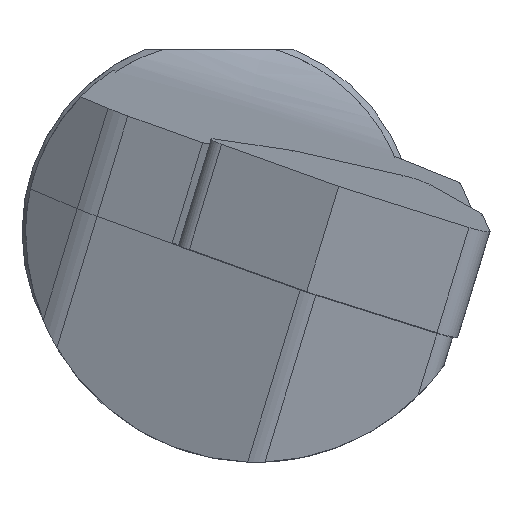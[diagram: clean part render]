
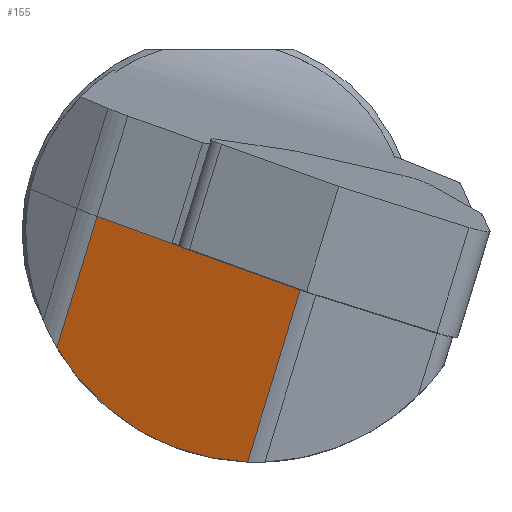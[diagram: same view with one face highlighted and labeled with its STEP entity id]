
A CAD part, left-side view. The second image highlights one B-rep face of the part: STEP entity #155.
In plain terms, the highlighted planar face has unit normal (-0.903, 0.429, 0.032).
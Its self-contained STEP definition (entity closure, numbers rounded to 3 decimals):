
#130=PLANE('',#844);
#155=ADVANCED_FACE('',(#211),#130,.F.);
#211=FACE_OUTER_BOUND('',#252,.T.);
#252=EDGE_LOOP('',(#448,#449,#450,#451,#452));
#296=LINE('',#1166,#347);
#297=LINE('',#1169,#348);
#298=LINE('',#1170,#349);
#299=LINE('',#1172,#350);
#347=VECTOR('',#931,1.);
#348=VECTOR('',#932,1.);
#349=VECTOR('',#933,1.);
#350=VECTOR('',#934,1.);
#422=ELLIPSE('',#835,10.356,9.35);
#448=ORIENTED_EDGE('',*,*,#724,.F.);
#449=ORIENTED_EDGE('',*,*,#725,.T.);
#450=ORIENTED_EDGE('',*,*,#711,.T.);
#451=ORIENTED_EDGE('',*,*,#726,.F.);
#452=ORIENTED_EDGE('',*,*,#727,.T.);
#643=VERTEX_POINT('',#1130);
#644=VERTEX_POINT('',#1132);
#654=VERTEX_POINT('',#1167);
#655=VERTEX_POINT('',#1168);
#656=VERTEX_POINT('',#1171);
#711=EDGE_CURVE('',#644,#643,#422,.T.);
#724=EDGE_CURVE('',#654,#655,#296,.T.);
#725=EDGE_CURVE('',#654,#644,#297,.T.);
#726=EDGE_CURVE('',#656,#643,#298,.T.);
#727=EDGE_CURVE('',#656,#655,#299,.T.);
#835=AXIS2_PLACEMENT_3D('',#1131,#909,#910);
#844=AXIS2_PLACEMENT_3D('',#1173,#935,#936);
#909=DIRECTION('',(-0.903,0.429,0.032));
#910=DIRECTION('',(-0.43,-0.9,-0.067));
#931=DIRECTION('',(-0.417,-0.855,-0.307));
#932=DIRECTION('',(0.105,0.291,-0.951));
#933=DIRECTION('',(0.105,0.291,-0.951));
#934=DIRECTION('',(0.417,0.855,0.307));
#935=DIRECTION('',(0.903,-0.429,-0.032));
#936=DIRECTION('',(0.429,0.903,0.));
#1130=CARTESIAN_POINT('',(-136.833,33.103,-9.344));
#1131=CARTESIAN_POINT('',(-136.668,32.757,0.));
#1132=CARTESIAN_POINT('',(-132.995,40.838,-4.703));
#1166=CARTESIAN_POINT('',(-133.582,39.207,0.63));
#1167=CARTESIAN_POINT('',(-133.582,39.207,0.63));
#1168=CARTESIAN_POINT('',(-135.063,36.17,-0.461));
#1169=CARTESIAN_POINT('',(-154.945,-20.221,195.011));
#1170=CARTESIAN_POINT('',(-158.967,-28.469,192.047));
#1171=CARTESIAN_POINT('',(-137.604,30.959,-2.333));
#1172=CARTESIAN_POINT('',(-133.582,39.207,0.63));
#1173=CARTESIAN_POINT('',(-154.945,-20.221,195.011));
